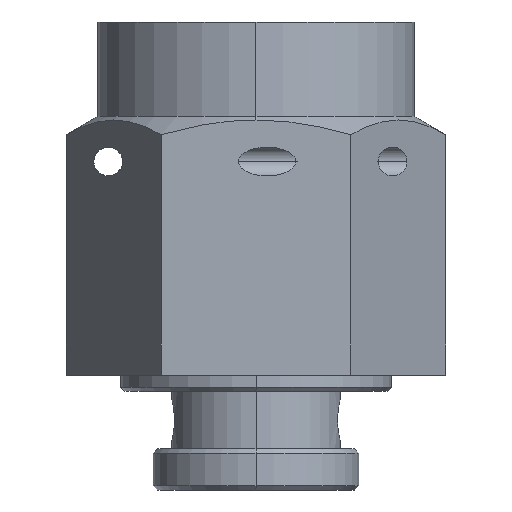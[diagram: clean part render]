
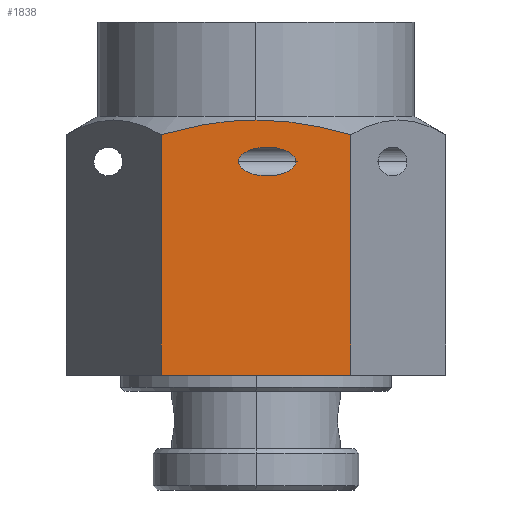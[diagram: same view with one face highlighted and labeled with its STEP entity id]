
A CAD part, left-side view. The second image highlights one B-rep face of the part: STEP entity #1838.
In plain terms, the highlighted planar face has unit normal (-1, 0, 0).
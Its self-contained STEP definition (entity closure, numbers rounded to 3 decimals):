
#76 = CARTESIAN_POINT ( 'NONE',  ( -4., -0.391, 9.013 ) ) ;
#116 = CARTESIAN_POINT ( 'NONE',  ( -4., 1.558, 8.854 ) ) ;
#121 = ORIENTED_EDGE ( 'NONE', *, *, #872, .F. ) ;
#122 = EDGE_CURVE ( 'NONE', #2078, #1808, #610, .T. ) ;
#153 = CARTESIAN_POINT ( 'NONE',  ( -4., -0.972, 8. ) ) ;
#154 = CARTESIAN_POINT ( 'NONE',  ( -4., 0.428, 8.7 ) ) ;
#221 = VERTEX_POINT ( 'NONE', #1877 ) ;
#244 =( BOUNDED_CURVE ( )  B_SPLINE_CURVE ( 3, ( #153, #2250, #1385, #1563 ),
 .UNSPECIFIED., .F., .T. ) 
 B_SPLINE_CURVE_WITH_KNOTS ( ( 4, 4 ),
 ( 3.142, 6.283 ),
 .UNSPECIFIED. ) 
 CURVE ( )  GEOMETRIC_REPRESENTATION_ITEM ( )  RATIONAL_B_SPLINE_CURVE ( ( 1., 0.333, 0.333, 1. ) ) 
 REPRESENTATION_ITEM ( '' )  );
#253 = CARTESIAN_POINT ( 'NONE',  ( -4., -1.934, 8.765 ) ) ;
#311 = CARTESIAN_POINT ( 'NONE',  ( -4., 0.428, 8. ) ) ;
#372 = CARTESIAN_POINT ( 'NONE',  ( -4., -2.309, 2.8 ) ) ;
#380 = DIRECTION ( 'NONE',  ( 0., 0., -1. ) ) ;
#384 =( BOUNDED_CURVE ( )  B_SPLINE_CURVE ( 3, ( #311, #154, #669, #1887 ),
 .UNSPECIFIED., .F., .T. ) 
 B_SPLINE_CURVE_WITH_KNOTS ( ( 4, 4 ),
 ( 0., 3.142 ),
 .UNSPECIFIED. ) 
 CURVE ( )  GEOMETRIC_REPRESENTATION_ITEM ( )  RATIONAL_B_SPLINE_CURVE ( ( 1., 0.333, 0.333, 1. ) ) 
 REPRESENTATION_ITEM ( '' )  );
#463 = CARTESIAN_POINT ( 'NONE',  ( -4., 0., 9.013 ) ) ;
#466 = DIRECTION ( 'NONE',  ( 0., 1., 0. ) ) ;
#472 = CARTESIAN_POINT ( 'NONE',  ( -4., 0.787, 8.979 ) ) ;
#483 = CARTESIAN_POINT ( 'NONE',  ( -4., 2.309, 11.4 ) ) ;
#505 = ORIENTED_EDGE ( 'NONE', *, *, #1352, .T. ) ;
#535 = LINE ( 'NONE', #843, #644 ) ;
#553 = VECTOR ( 'NONE', #1859, 1000. ) ;
#610 = B_SPLINE_CURVE_WITH_KNOTS ( 'NONE', 3,
 ( #2202, #76, #1143, #2214, #253, #1152 ),
 .UNSPECIFIED., .F., .F.,
 ( 4, 2, 4 ),
 ( 0.014, 0.015, 0.017 ),
 .UNSPECIFIED. ) ;
#622 = CARTESIAN_POINT ( 'NONE',  ( -4., 2.309, 8.656 ) ) ;
#629 = CARTESIAN_POINT ( 'NONE',  ( -4., 1.936, 8.764 ) ) ;
#630 = CARTESIAN_POINT ( 'NONE',  ( -4., 0.428, 8. ) ) ;
#644 = VECTOR ( 'NONE', #2263, 1000. ) ;
#666 = VECTOR ( 'NONE', #380, 1000. ) ;
#669 = CARTESIAN_POINT ( 'NONE',  ( -4., -0.972, 8.7 ) ) ;
#720 = VERTEX_POINT ( 'NONE', #372 ) ;
#730 = VERTEX_POINT ( 'NONE', #1985 ) ;
#755 = FACE_BOUND ( 'NONE', #1679, .T. ) ;
#798 = CARTESIAN_POINT ( 'NONE',  ( -4., -2.309, 11.4 ) ) ;
#843 = CARTESIAN_POINT ( 'NONE',  ( -4., 2.309, 2.8 ) ) ;
#872 = EDGE_CURVE ( 'NONE', #1808, #720, #1455, .T. ) ;
#913 = EDGE_CURVE ( 'NONE', #1301, #221, #384, .T. ) ;
#944 = CARTESIAN_POINT ( 'NONE',  ( -4., 2.309, 2.8 ) ) ;
#963 = CARTESIAN_POINT ( 'NONE',  ( -4., 0., 9.013 ) ) ;
#995 = ORIENTED_EDGE ( 'NONE', *, *, #122, .F. ) ;
#1014 = ORIENTED_EDGE ( 'NONE', *, *, #2225, .F. ) ;
#1143 = CARTESIAN_POINT ( 'NONE',  ( -4., -0.778, 8.98 ) ) ;
#1152 = CARTESIAN_POINT ( 'NONE',  ( -4., -2.309, 8.656 ) ) ;
#1185 = EDGE_CURVE ( 'NONE', #730, #2072, #1634, .T. ) ;
#1192 = PLANE ( 'NONE',  #1864 ) ;
#1283 = ORIENTED_EDGE ( 'NONE', *, *, #1185, .T. ) ;
#1301 = VERTEX_POINT ( 'NONE', #630 ) ;
#1340 = EDGE_LOOP ( 'NONE', ( #1014, #1283, #505, #121, #995 ) ) ;
#1352 = EDGE_CURVE ( 'NONE', #2072, #720, #535, .T. ) ;
#1385 = CARTESIAN_POINT ( 'NONE',  ( -4., 0.428, 7.3 ) ) ;
#1393 = DIRECTION ( 'NONE',  ( 1., 0., 0. ) ) ;
#1455 = LINE ( 'NONE', #798, #553 ) ;
#1467 = CARTESIAN_POINT ( 'NONE',  ( -4., 2.309, 11.4 ) ) ;
#1503 = B_SPLINE_CURVE_WITH_KNOTS ( 'NONE', 3,
 ( #622, #629, #116, #472, #1543, #463 ),
 .UNSPECIFIED., .F., .F.,
 ( 4, 2, 4 ),
 ( 0.012, 0.013, 0.014 ),
 .UNSPECIFIED. ) ;
#1543 = CARTESIAN_POINT ( 'NONE',  ( -4., 0.391, 9.013 ) ) ;
#1546 = CARTESIAN_POINT ( 'NONE',  ( -4., -2.309, 8.656 ) ) ;
#1563 = CARTESIAN_POINT ( 'NONE',  ( -4., 0.428, 8. ) ) ;
#1634 = LINE ( 'NONE', #1467, #666 ) ;
#1679 = EDGE_LOOP ( 'NONE', ( #2024, #1955 ) ) ;
#1808 = VERTEX_POINT ( 'NONE', #1546 ) ;
#1834 = EDGE_CURVE ( 'NONE', #221, #1301, #244, .T. ) ;
#1838 = ADVANCED_FACE ( 'NONE', ( #755, #1928 ), #1192, .F. ) ;
#1859 = DIRECTION ( 'NONE',  ( 0., 0., -1. ) ) ;
#1864 = AXIS2_PLACEMENT_3D ( 'NONE', #483, #1393, #466 ) ;
#1877 = CARTESIAN_POINT ( 'NONE',  ( -4., -0.972, 8. ) ) ;
#1887 = CARTESIAN_POINT ( 'NONE',  ( -4., -0.972, 8. ) ) ;
#1928 = FACE_OUTER_BOUND ( 'NONE', #1340, .T. ) ;
#1955 = ORIENTED_EDGE ( 'NONE', *, *, #913, .T. ) ;
#1985 = CARTESIAN_POINT ( 'NONE',  ( -4., 2.309, 8.656 ) ) ;
#2024 = ORIENTED_EDGE ( 'NONE', *, *, #1834, .T. ) ;
#2072 = VERTEX_POINT ( 'NONE', #944 ) ;
#2078 = VERTEX_POINT ( 'NONE', #963 ) ;
#2202 = CARTESIAN_POINT ( 'NONE',  ( -4., 0., 9.013 ) ) ;
#2214 = CARTESIAN_POINT ( 'NONE',  ( -4., -1.549, 8.856 ) ) ;
#2225 = EDGE_CURVE ( 'NONE', #730, #2078, #1503, .T. ) ;
#2250 = CARTESIAN_POINT ( 'NONE',  ( -4., -0.972, 7.3 ) ) ;
#2263 = DIRECTION ( 'NONE',  ( 0., -1., 0. ) ) ;
